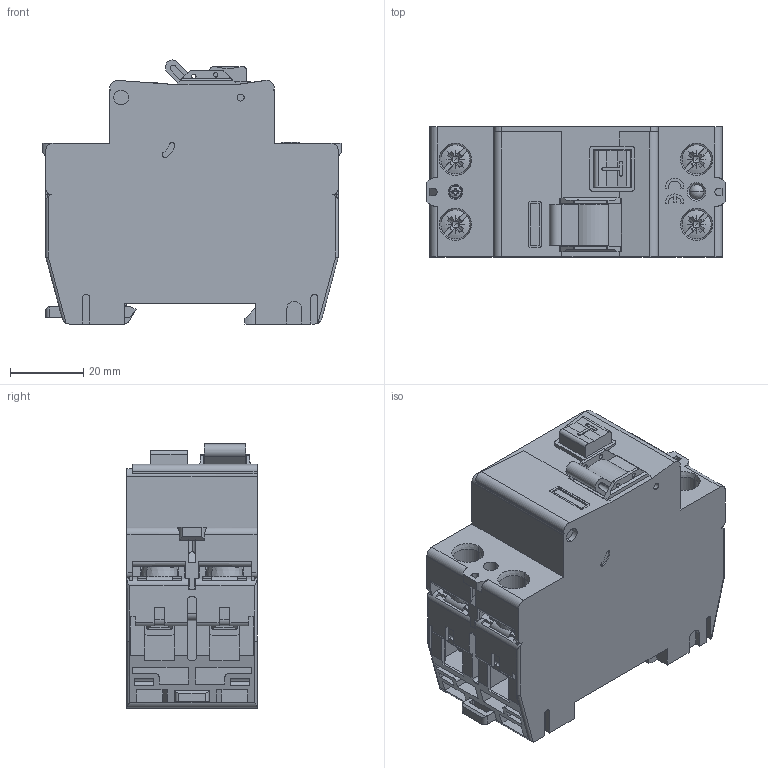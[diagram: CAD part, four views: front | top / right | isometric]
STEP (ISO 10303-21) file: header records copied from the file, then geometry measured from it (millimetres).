
FILE_DESCRIPTION(('OneSpaceDesigner STEP Export'),'2;1');
FILE_NAME('fi9520-FI-Schalter_3D_Dummy_C-Design.stp','2009-11-18T17:19:35',(''),(''),'OneSpace Designer STEP processor for AP214 (Solid Model)','OneSpace Modeling 15.50B 03-Nov-2007 (C) CoCreate Software GmbH','');
FILE_SCHEMA(('AUTOMOTIVE_DESIGN { 1 0 10303 214 1 1 1 1 }'));
Products named in the file (2): fi9520-FI-Schalter_3D_Dummy_C-Design
Assembly tree (1 placements, depth 2):
  fi9520-FI-Schalter_3D_Dummy_C-Design
    fi9520-FI-Schalter_3D_Dummy_C-Design
Bounding box: 82 x 35.6 x 72.28 mm (x, y, z)
Volume: 138970.5 mm3; surface area: 37508.6 mm2
Topology: 1 solids, 1 shells, 1654 faces, 4843 edges, 3179 vertices
Faces by surface type: plane 1074, cylinder 466, cone 68, bspline 24, sphere 20, torus 2
Entity records: 64256 total; most frequent: CARTESIAN_POINT 21415, ORIENTED_EDGE 9630, DIRECTION 8075, EDGE_CURVE 4815, VERTEX_POINT 3179, VECTOR 3107, LINE 3107, AXIS2_PLACEMENT_3D 2484
